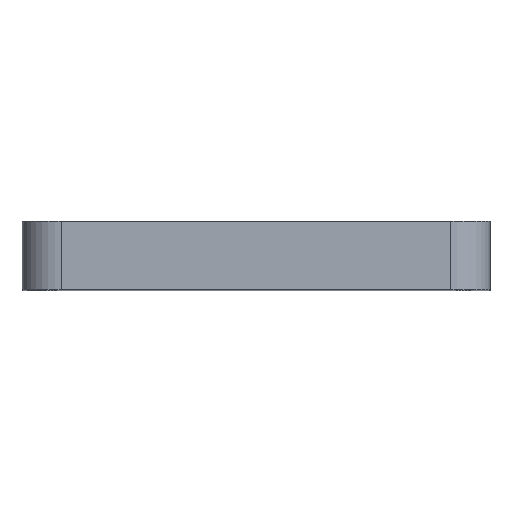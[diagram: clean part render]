
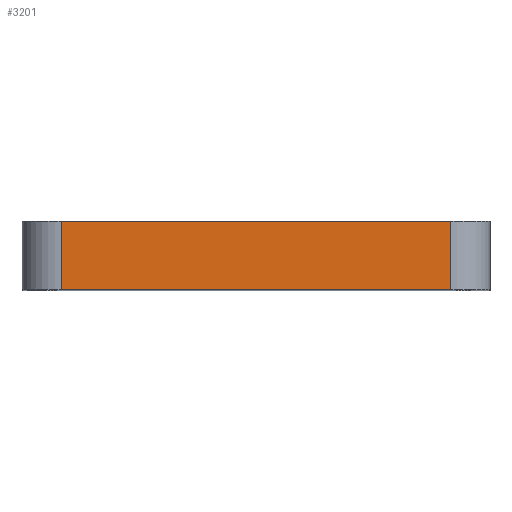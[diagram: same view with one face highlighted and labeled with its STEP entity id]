
A CAD part, top view. The second image highlights one B-rep face of the part: STEP entity #3201.
In plain terms, the highlighted planar face has unit normal (0, 0, 1).
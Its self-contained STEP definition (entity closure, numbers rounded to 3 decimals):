
#379=FACE_OUTER_BOUND('',#566,.T.);
#566=EDGE_LOOP('',(#2697,#2698,#2699,#2700));
#851=LINE('',#5461,#1154);
#866=LINE('',#5509,#1169);
#870=LINE('',#5528,#1173);
#871=LINE('',#5530,#1174);
#1154=VECTOR('',#3802,10.);
#1169=VECTOR('',#3845,10.);
#1173=VECTOR('',#3867,10.);
#1174=VECTOR('',#3870,10.);
#1447=VERTEX_POINT('',#5458);
#1448=VERTEX_POINT('',#5460);
#1466=VERTEX_POINT('',#5506);
#1467=VERTEX_POINT('',#5508);
#1858=EDGE_CURVE('',#1448,#1447,#851,.T.);
#1880=EDGE_CURVE('',#1466,#1467,#866,.T.);
#1890=EDGE_CURVE('',#1467,#1447,#870,.T.);
#1891=EDGE_CURVE('',#1448,#1466,#871,.T.);
#2697=ORIENTED_EDGE('',*,*,#1890,.F.);
#2698=ORIENTED_EDGE('',*,*,#1880,.F.);
#2699=ORIENTED_EDGE('',*,*,#1891,.F.);
#2700=ORIENTED_EDGE('',*,*,#1858,.T.);
#2879=PLANE('',#3351);
#3201=ADVANCED_FACE('',(#379),#2879,.T.);
#3351=AXIS2_PLACEMENT_3D('',#5529,#3868,#3869);
#3802=DIRECTION('',(1.,0.,0.));
#3845=DIRECTION('',(1.,0.,0.));
#3867=DIRECTION('',(0.,-1.,0.));
#3868=DIRECTION('center_axis',(0.,0.,1.));
#3869=DIRECTION('ref_axis',(1.,0.,0.));
#3870=DIRECTION('',(0.,1.,0.));
#5458=CARTESIAN_POINT('',(37.028,0.,43.338));
#5460=CARTESIAN_POINT('',(-37.028,0.,43.338));
#5461=CARTESIAN_POINT('',(-44.528,0.,43.338));
#5506=CARTESIAN_POINT('',(-37.028,13.,43.338));
#5508=CARTESIAN_POINT('',(37.028,13.,43.338));
#5509=CARTESIAN_POINT('',(-44.528,13.,43.338));
#5528=CARTESIAN_POINT('',(37.028,0.,43.338));
#5529=CARTESIAN_POINT('Origin',(-44.528,0.,43.338));
#5530=CARTESIAN_POINT('',(-37.028,0.,43.338));
